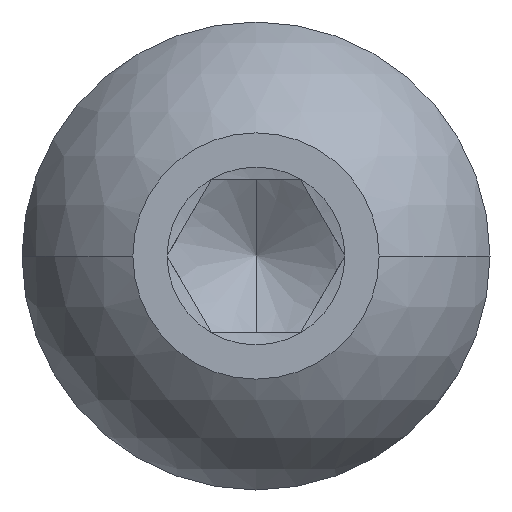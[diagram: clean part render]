
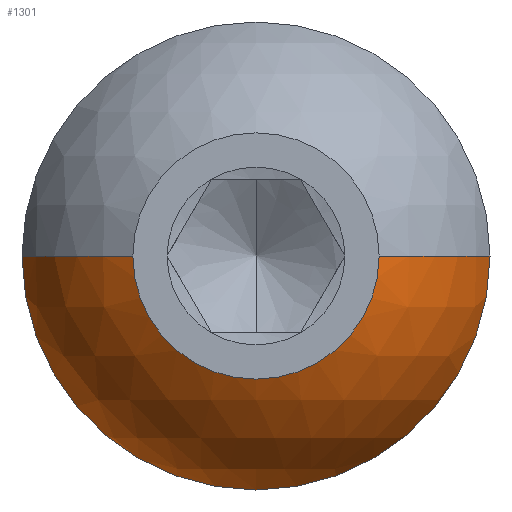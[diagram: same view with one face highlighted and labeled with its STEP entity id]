
A CAD part, left-side view. The second image highlights one B-rep face of the part: STEP entity #1301.
In plain terms, the highlighted spherical face has radius 4.008 mm.
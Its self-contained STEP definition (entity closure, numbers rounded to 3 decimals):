
#96 = CARTESIAN_POINT ( 'NONE',  ( -37.2, 0., 0. ) ) ;
#116 = DIRECTION ( 'NONE',  ( 1., 0., 0. ) ) ;
#118 = AXIS2_PLACEMENT_3D ( 'NONE', #3245, #4979, #402 ) ;
#159 = VERTEX_POINT ( 'NONE', #3745 ) ;
#402 = DIRECTION ( 'NONE',  ( 0., 0., 1. ) ) ;
#520 = ORIENTED_EDGE ( 'NONE', *, *, #3825, .T. ) ;
#534 = DIRECTION ( 'NONE',  ( 0., 0., 1. ) ) ;
#646 = DIRECTION ( 'NONE',  ( 0., 1., 0. ) ) ;
#696 = CARTESIAN_POINT ( 'NONE',  ( -37.2, -2., 0. ) ) ;
#742 = CIRCLE ( 'NONE', #118, 3.8 ) ;
#983 = EDGE_CURVE ( 'NONE', #4368, #159, #742, .T. ) ;
#1167 = EDGE_CURVE ( 'NONE', #3363, #3409, #4331, .T. ) ;
#1295 = CIRCLE ( 'NONE', #5106, 4.007 ) ;
#1301 = ADVANCED_FACE ( 'NONE', ( #4345 ), #4079, .T. ) ;
#1568 = AXIS2_PLACEMENT_3D ( 'NONE', #4795, #2244, #5217 ) ;
#1790 = CIRCLE ( 'NONE', #1568, 4.007 ) ;
#1840 = ORIENTED_EDGE ( 'NONE', *, *, #1167, .F. ) ;
#2244 = DIRECTION ( 'NONE',  ( 0., 0., -1. ) ) ;
#2329 = CARTESIAN_POINT ( 'NONE',  ( -33.727, 0., 0. ) ) ;
#2360 = CARTESIAN_POINT ( 'NONE',  ( -37.2, 2., 0. ) ) ;
#2436 = EDGE_LOOP ( 'NONE', ( #4329, #520, #1840, #3130 ) ) ;
#2660 = DIRECTION ( 'NONE',  ( 0., 0., 1. ) ) ;
#2754 = DIRECTION ( 'NONE',  ( 0., 0., -1. ) ) ;
#3063 = DIRECTION ( 'NONE',  ( -1., 0., 0. ) ) ;
#3130 = ORIENTED_EDGE ( 'NONE', *, *, #5357, .F. ) ;
#3245 = CARTESIAN_POINT ( 'NONE',  ( -35., 0., 0. ) ) ;
#3363 = VERTEX_POINT ( 'NONE', #2360 ) ;
#3409 = VERTEX_POINT ( 'NONE', #696 ) ;
#3720 = AXIS2_PLACEMENT_3D ( 'NONE', #2329, #2754, #646 ) ;
#3745 = CARTESIAN_POINT ( 'NONE',  ( -35., -3.8, 0. ) ) ;
#3825 = EDGE_CURVE ( 'NONE', #159, #3409, #1790, .T. ) ;
#4079 = SPHERICAL_SURFACE ( 'NONE', #3720, 4.007 ) ;
#4329 = ORIENTED_EDGE ( 'NONE', *, *, #983, .T. ) ;
#4331 = CIRCLE ( 'NONE', #4973, 2. ) ;
#4345 = FACE_OUTER_BOUND ( 'NONE', #2436, .T. ) ;
#4368 = VERTEX_POINT ( 'NONE', #5042 ) ;
#4795 = CARTESIAN_POINT ( 'NONE',  ( -33.727, 0., 0. ) ) ;
#4973 = AXIS2_PLACEMENT_3D ( 'NONE', #96, #3063, #534 ) ;
#4979 = DIRECTION ( 'NONE',  ( -1., 0., 0. ) ) ;
#5042 = CARTESIAN_POINT ( 'NONE',  ( -35., 3.8, 0. ) ) ;
#5106 = AXIS2_PLACEMENT_3D ( 'NONE', #5206, #2660, #116 ) ;
#5206 = CARTESIAN_POINT ( 'NONE',  ( -33.727, 0., 0. ) ) ;
#5217 = DIRECTION ( 'NONE',  ( 0., 1., 0. ) ) ;
#5357 = EDGE_CURVE ( 'NONE', #4368, #3363, #1295, .T. ) ;
